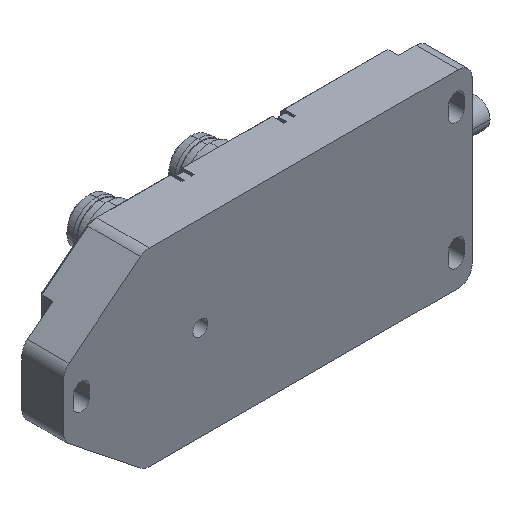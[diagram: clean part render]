
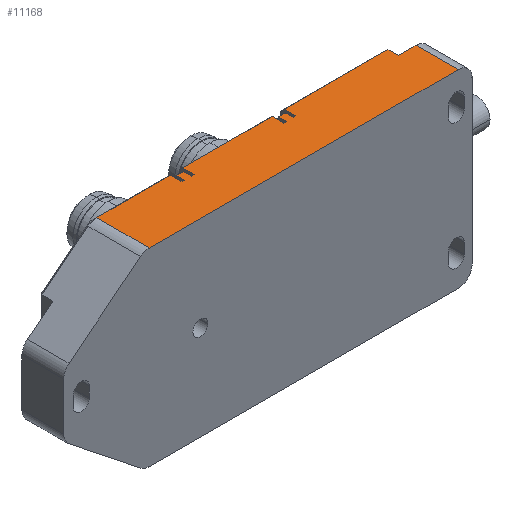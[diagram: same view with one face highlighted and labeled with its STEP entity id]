
A CAD part, isometric view. The second image highlights one B-rep face of the part: STEP entity #11168.
In plain terms, the highlighted planar face has unit normal (0, 0, 1).
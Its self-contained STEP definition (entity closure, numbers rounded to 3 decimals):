
#2366=DIRECTION('',(-1.,0.,0.));
#2367=VECTOR('',#2366,20.986);
#2368=CARTESIAN_POINT('',(84.45,15.,27.));
#2369=LINE('',#2368,#2367);
#2370=DIRECTION('',(0.,1.,0.));
#2371=VECTOR('',#2370,3.3);
#2372=CARTESIAN_POINT('',(84.45,11.7,27.));
#2373=LINE('',#2372,#2371);
#2374=DIRECTION('',(0.,-1.,0.));
#2375=VECTOR('',#2374,2.3);
#2376=CARTESIAN_POINT('',(85.2,14.,27.));
#2377=LINE('',#2376,#2375);
#2378=DIRECTION('',(0.,-1.,0.));
#2379=VECTOR('',#2378,3.3);
#2380=CARTESIAN_POINT('',(87.95,15.,27.));
#2381=LINE('',#2380,#2379);
#2382=DIRECTION('',(0.,1.,0.));
#2383=VECTOR('',#2382,3.3);
#2384=CARTESIAN_POINT('',(113.45,11.7,27.));
#2385=LINE('',#2384,#2383);
#2386=DIRECTION('',(0.,-1.,0.));
#2387=VECTOR('',#2386,2.3);
#2388=CARTESIAN_POINT('',(114.2,14.,27.));
#2389=LINE('',#2388,#2387);
#2390=DIRECTION('',(0.,-1.,0.));
#2391=VECTOR('',#2390,3.3);
#2392=CARTESIAN_POINT('',(116.95,15.,27.));
#2393=LINE('',#2392,#2391);
#2394=DIRECTION('',(0.,1.,0.));
#2395=VECTOR('',#2394,3.);
#2396=CARTESIAN_POINT('',(146.5,12.,27.));
#2397=LINE('',#2396,#2395);
#2398=DIRECTION('',(1.,0.,0.));
#2399=VECTOR('',#2398,88.106);
#2400=CARTESIAN_POINT('',(63.394,0.,27.));
#2401=LINE('',#2400,#2399);
#2402=CARTESIAN_POINT('',(63.464,15.,27.));
#2403=CARTESIAN_POINT('',(63.441,15.,27.));
#2404=CARTESIAN_POINT('',(63.417,15.,27.));
#2405=CARTESIAN_POINT('',(63.394,15.,27.));
#2631=DIRECTION('',(1.,0.,0.));
#2632=VECTOR('',#2631,0.75);
#2633=CARTESIAN_POINT('',(116.2,11.7,27.));
#2634=LINE('',#2633,#2632);
#2639=DIRECTION('',(0.,-1.,0.));
#2640=VECTOR('',#2639,2.3);
#2641=CARTESIAN_POINT('',(116.2,14.,27.));
#2642=LINE('',#2641,#2640);
#2651=DIRECTION('',(1.,0.,0.));
#2652=VECTOR('',#2651,2.);
#2653=CARTESIAN_POINT('',(114.2,14.,27.));
#2654=LINE('',#2653,#2652);
#2667=DIRECTION('',(1.,0.,0.));
#2668=VECTOR('',#2667,0.75);
#2669=CARTESIAN_POINT('',(113.45,11.7,27.));
#2670=LINE('',#2669,#2668);
#2671=DIRECTION('',(1.,0.,0.));
#2672=VECTOR('',#2671,25.5);
#2673=CARTESIAN_POINT('',(87.95,15.,27.));
#2674=LINE('',#2673,#2672);
#2719=DIRECTION('',(1.,0.,0.));
#2720=VECTOR('',#2719,0.75);
#2721=CARTESIAN_POINT('',(87.2,11.7,27.));
#2722=LINE('',#2721,#2720);
#2763=DIRECTION('',(0.,-1.,0.));
#2764=VECTOR('',#2763,2.3);
#2765=CARTESIAN_POINT('',(87.2,14.,27.));
#2766=LINE('',#2765,#2764);
#2775=DIRECTION('',(1.,0.,0.));
#2776=VECTOR('',#2775,2.);
#2777=CARTESIAN_POINT('',(85.2,14.,27.));
#2778=LINE('',#2777,#2776);
#2791=DIRECTION('',(1.,0.,0.));
#2792=VECTOR('',#2791,0.75);
#2793=CARTESIAN_POINT('',(84.45,11.7,27.));
#2794=LINE('',#2793,#2792);
#2795=DIRECTION('',(1.,0.,0.));
#2796=VECTOR('',#2795,29.55);
#2797=CARTESIAN_POINT('',(116.95,15.,27.));
#2798=LINE('',#2797,#2796);
#2827=CARTESIAN_POINT('',(63.394,15.,27.));
#2834=DIRECTION('',(0.,1.,0.));
#2835=VECTOR('',#2834,15.);
#2836=CARTESIAN_POINT('',(63.394,0.,27.));
#2837=LINE('',#2836,#2835);
#3013=DIRECTION('',(1.,0.,0.));
#3014=VECTOR('',#3013,5.);
#3015=CARTESIAN_POINT('',(146.5,12.,27.));
#3016=LINE('',#3015,#3014);
#3045=DIRECTION('',(0.,-1.,0.));
#3046=VECTOR('',#3045,12.);
#3047=CARTESIAN_POINT('',(151.5,12.,27.));
#3048=LINE('',#3047,#3046);
#6374=VERTEX_POINT('',#2827);
#6375=VERTEX_POINT('',#2402);
#6414=CARTESIAN_POINT('',(63.394,0.,27.));
#6415=VERTEX_POINT('',#6414);
#6420=CARTESIAN_POINT('',(84.45,15.,27.));
#6421=VERTEX_POINT('',#6420);
#6422=CARTESIAN_POINT('',(87.95,15.,27.));
#6424=VERTEX_POINT('',#6422);
#6426=CARTESIAN_POINT('',(113.45,15.,27.));
#6427=VERTEX_POINT('',#6426);
#6434=CARTESIAN_POINT('',(116.95,15.,27.));
#6435=VERTEX_POINT('',#6434);
#6436=CARTESIAN_POINT('',(146.5,15.,27.));
#6437=VERTEX_POINT('',#6436);
#6558=CARTESIAN_POINT('',(151.5,12.,27.));
#6559=VERTEX_POINT('',#6558);
#6560=CARTESIAN_POINT('',(151.5,0.,27.));
#6561=VERTEX_POINT('',#6560);
#6588=CARTESIAN_POINT('',(146.5,12.,27.));
#6589=VERTEX_POINT('',#6588);
#6590=CARTESIAN_POINT('',(116.95,11.7,27.));
#6591=VERTEX_POINT('',#6590);
#6592=CARTESIAN_POINT('',(116.2,11.7,27.));
#6593=VERTEX_POINT('',#6592);
#6594=CARTESIAN_POINT('',(116.2,14.,27.));
#6595=VERTEX_POINT('',#6594);
#6596=CARTESIAN_POINT('',(114.2,14.,27.));
#6597=VERTEX_POINT('',#6596);
#6598=CARTESIAN_POINT('',(114.2,11.7,27.));
#6599=VERTEX_POINT('',#6598);
#6600=CARTESIAN_POINT('',(113.45,11.7,27.));
#6601=VERTEX_POINT('',#6600);
#6602=CARTESIAN_POINT('',(87.95,11.7,27.));
#6603=VERTEX_POINT('',#6602);
#6604=CARTESIAN_POINT('',(87.2,11.7,27.));
#6605=VERTEX_POINT('',#6604);
#6606=CARTESIAN_POINT('',(87.2,14.,27.));
#6607=VERTEX_POINT('',#6606);
#6608=CARTESIAN_POINT('',(85.2,14.,27.));
#6609=VERTEX_POINT('',#6608);
#6610=CARTESIAN_POINT('',(85.2,11.7,27.));
#6611=VERTEX_POINT('',#6610);
#6612=CARTESIAN_POINT('',(84.45,11.7,27.));
#6613=VERTEX_POINT('',#6612);
#11117=CARTESIAN_POINT('',(3.7,0.,27.));
#11118=DIRECTION('',(0.,0.,1.));
#11119=DIRECTION('',(-1.,0.,0.));
#11120=AXIS2_PLACEMENT_3D('',#11117,#11118,#11119);
#11121=PLANE('',#11120);
#11123=ORIENTED_EDGE('',*,*,#11122,.F.);
#11125=ORIENTED_EDGE('',*,*,#11124,.F.);
#11127=ORIENTED_EDGE('',*,*,#11126,.T.);
#11129=ORIENTED_EDGE('',*,*,#11128,.F.);
#11131=ORIENTED_EDGE('',*,*,#11130,.T.);
#11133=ORIENTED_EDGE('',*,*,#11132,.T.);
#11135=ORIENTED_EDGE('',*,*,#11134,.T.);
#11137=ORIENTED_EDGE('',*,*,#11136,.F.);
#11139=ORIENTED_EDGE('',*,*,#11138,.T.);
#11141=ORIENTED_EDGE('',*,*,#11140,.F.);
#11143=ORIENTED_EDGE('',*,*,#11142,.T.);
#11145=ORIENTED_EDGE('',*,*,#11144,.F.);
#11147=ORIENTED_EDGE('',*,*,#11146,.T.);
#11149=ORIENTED_EDGE('',*,*,#11148,.T.);
#11151=ORIENTED_EDGE('',*,*,#11150,.T.);
#11153=ORIENTED_EDGE('',*,*,#11152,.F.);
#11155=ORIENTED_EDGE('',*,*,#11154,.T.);
#11156=ORIENTED_EDGE('',*,*,#11107,.F.);
#11158=ORIENTED_EDGE('',*,*,#11157,.T.);
#11160=ORIENTED_EDGE('',*,*,#11159,.T.);
#11161=ORIENTED_EDGE('',*,*,#9667,.F.);
#11163=ORIENTED_EDGE('',*,*,#11162,.T.);
#11165=ORIENTED_EDGE('',*,*,#11164,.F.);
#11166=EDGE_LOOP('',(#11123,#11125,#11127,#11129,#11131,#11133,#11135,#11137,
#11139,#11141,#11143,#11145,#11147,#11149,#11151,#11153,#11155,#11156,#11158,
#11160,#11161,#11163,#11165));
#11167=FACE_OUTER_BOUND('',#11166,.F.);
#11168=ADVANCED_FACE('',(#11167),#11121,.T.);
#2406=B_SPLINE_CURVE_WITH_KNOTS('',3,(#2402,#2403,#2404,#2405),.UNSPECIFIED.,
.F.,.F.,(4,4),(0.,1.),.UNSPECIFIED.);
#9667=EDGE_CURVE('',#6415,#6561,#2401,.T.);
#11107=EDGE_CURVE('',#6589,#6437,#2397,.T.);
#11122=EDGE_CURVE('',#6421,#6375,#2369,.T.);
#11124=EDGE_CURVE('',#6613,#6421,#2373,.T.);
#11126=EDGE_CURVE('',#6613,#6611,#2794,.T.);
#11128=EDGE_CURVE('',#6609,#6611,#2377,.T.);
#11130=EDGE_CURVE('',#6609,#6607,#2778,.T.);
#11132=EDGE_CURVE('',#6607,#6605,#2766,.T.);
#11134=EDGE_CURVE('',#6605,#6603,#2722,.T.);
#11136=EDGE_CURVE('',#6424,#6603,#2381,.T.);
#11138=EDGE_CURVE('',#6424,#6427,#2674,.T.);
#11140=EDGE_CURVE('',#6601,#6427,#2385,.T.);
#11142=EDGE_CURVE('',#6601,#6599,#2670,.T.);
#11144=EDGE_CURVE('',#6597,#6599,#2389,.T.);
#11146=EDGE_CURVE('',#6597,#6595,#2654,.T.);
#11148=EDGE_CURVE('',#6595,#6593,#2642,.T.);
#11150=EDGE_CURVE('',#6593,#6591,#2634,.T.);
#11152=EDGE_CURVE('',#6435,#6591,#2393,.T.);
#11154=EDGE_CURVE('',#6435,#6437,#2798,.T.);
#11157=EDGE_CURVE('',#6589,#6559,#3016,.T.);
#11159=EDGE_CURVE('',#6559,#6561,#3048,.T.);
#11162=EDGE_CURVE('',#6415,#6374,#2837,.T.);
#11164=EDGE_CURVE('',#6375,#6374,#2406,.T.);
